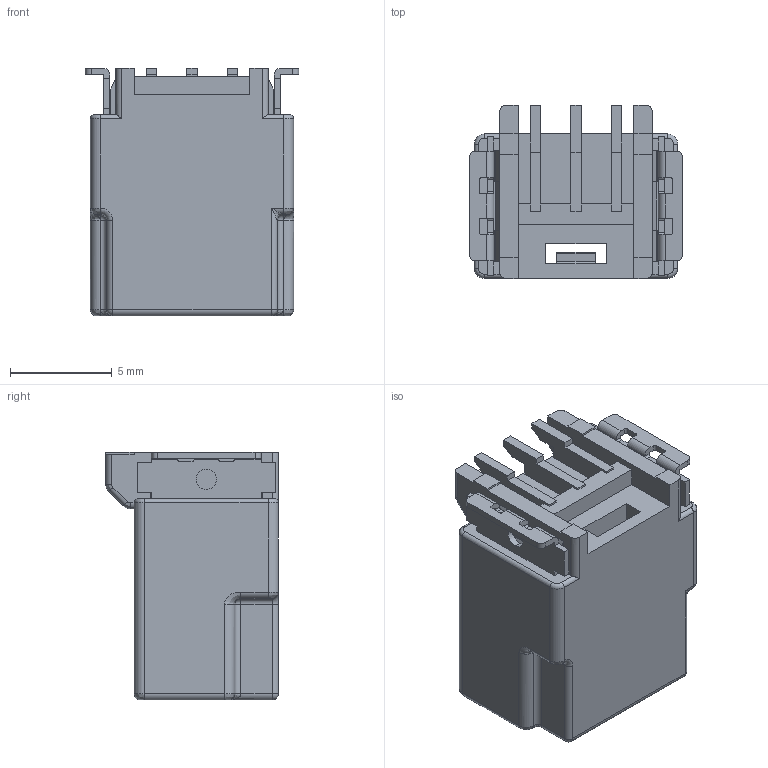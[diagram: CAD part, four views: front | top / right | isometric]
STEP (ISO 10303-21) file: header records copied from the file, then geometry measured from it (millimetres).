
FILE_DESCRIPTION((''),'2;1');
FILE_NAME('CVM_020_D_SMT_3M_V_ASSY','2020-10-16T15:22:39',('drkoo'),(''),'CREO PARAMETRIC BY PTC INC, 2017380','CREO PARAMETRIC BY PTC INC, 2017380','');
FILE_SCHEMA(('CONFIG_CONTROL_DESIGN'));
Length unit declared in the file: millimetre
Products named in the file (1): CVM_020_D_SMT_3M_V_ASSY
Bounding box: 10.5 x 8.5 x 12.2 mm (x, y, z)
Volume: 403 mm3; surface area: 1019.3 mm2
Topology: 1 solids, 1 shells, 532 faces, 1433 edges, 883 vertices
Faces by surface type: plane 284, cylinder 181, torus 21, sphere 18, bspline 17, cone 11
Entity records: 17170 total; most frequent: CARTESIAN_POINT 3938, ORIENTED_EDGE 2820, DIRECTION 2681, EDGE_CURVE 1410, VECTOR 993, LINE 993, VERTEX_POINT 883, AXIS2_PLACEMENT_3D 844
